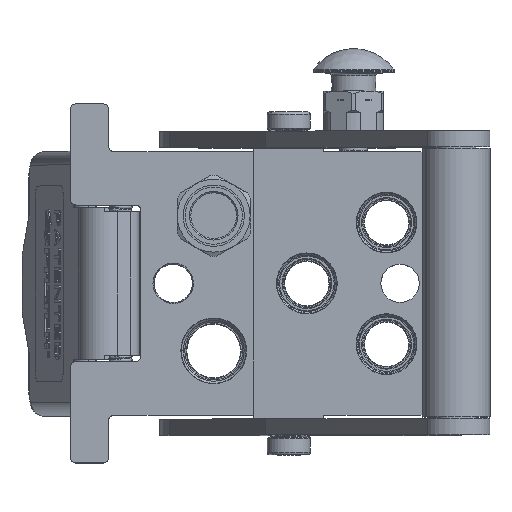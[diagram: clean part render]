
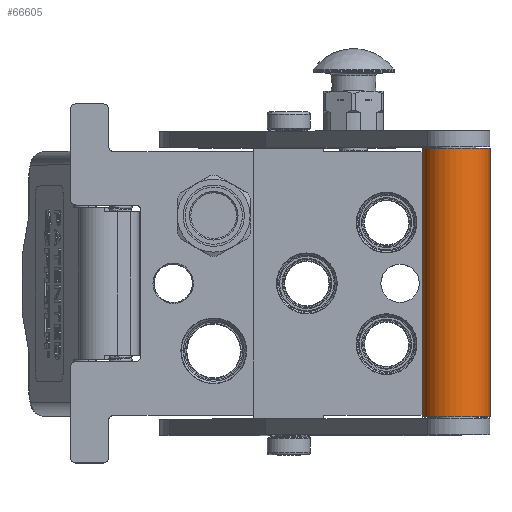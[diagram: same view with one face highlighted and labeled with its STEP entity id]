
A CAD part, top view. The second image highlights one B-rep face of the part: STEP entity #66605.
In plain terms, the highlighted cylindrical face has radius 12.5 mm (diameter 25 mm), a partial arc.
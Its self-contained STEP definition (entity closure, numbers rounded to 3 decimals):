
#2762 = DIRECTION ( 'NONE',  ( 0., 0., -1. ) ) ;
#3078 = ORIENTED_EDGE ( 'NONE', *, *, #85534, .T. ) ;
#3246 = EDGE_CURVE ( 'NONE', #90580, #90574, #52789, .T. ) ;
#5767 = LINE ( 'NONE', #37704, #92365 ) ;
#14616 = DIRECTION ( 'NONE',  ( 0., 0., -1. ) ) ;
#16816 = EDGE_CURVE ( 'NONE', #90580, #51614, #34656, .T. ) ;
#20473 = DIRECTION ( 'NONE',  ( -1., 0., 0. ) ) ;
#20818 = DIRECTION ( 'NONE',  ( -1., 0., 0. ) ) ;
#23260 = AXIS2_PLACEMENT_3D ( 'NONE', #56718, #64727, #90499 ) ;
#31620 = EDGE_LOOP ( 'NONE', ( #77848, #3078, #59717, #90536 ) ) ;
#33155 = AXIS2_PLACEMENT_3D ( 'NONE', #81859, #20818, #2762 ) ;
#34656 = LINE ( 'NONE', #97557, #36128 ) ;
#36128 = VECTOR ( 'NONE', #46445, 1000. ) ;
#37704 = CARTESIAN_POINT ( 'NONE',  ( 104., 0., 12.5 ) ) ;
#46445 = DIRECTION ( 'NONE',  ( -1., 0., 0. ) ) ;
#49518 = CARTESIAN_POINT ( 'NONE',  ( 104., 0., 0. ) ) ;
#51614 = VERTEX_POINT ( 'NONE', #65331 ) ;
#52789 = CIRCLE ( 'NONE', #63545, 12.5 ) ;
#52825 = FACE_OUTER_BOUND ( 'NONE', #31620, .T. ) ;
#53636 = CARTESIAN_POINT ( 'NONE',  ( 4.5, 0., 12.5 ) ) ;
#56718 = CARTESIAN_POINT ( 'NONE',  ( -5.425, 0., 0. ) ) ;
#58353 = DIRECTION ( 'NONE',  ( -1., 0., 0. ) ) ;
#59717 = ORIENTED_EDGE ( 'NONE', *, *, #107237, .F. ) ;
#63545 = AXIS2_PLACEMENT_3D ( 'NONE', #49518, #58353, #14616 ) ;
#64727 = DIRECTION ( 'NONE',  ( -1., 0., 0. ) ) ;
#65331 = CARTESIAN_POINT ( 'NONE',  ( 4.5, 0., -12.5 ) ) ;
#66605 = ADVANCED_FACE ( 'NONE', ( #52825 ), #73505, .T. ) ;
#73505 = CYLINDRICAL_SURFACE ( 'NONE', #23260, 12.5 ) ;
#76290 = CARTESIAN_POINT ( 'NONE',  ( 104., 0., -12.5 ) ) ;
#77848 = ORIENTED_EDGE ( 'NONE', *, *, #3246, .T. ) ;
#78164 = VERTEX_POINT ( 'NONE', #53636 ) ;
#81859 = CARTESIAN_POINT ( 'NONE',  ( 4.5, 0., 0. ) ) ;
#84632 = CIRCLE ( 'NONE', #33155, 12.5 ) ;
#85534 = EDGE_CURVE ( 'NONE', #90574, #78164, #5767, .T. ) ;
#90499 = DIRECTION ( 'NONE',  ( 0., 0., 1. ) ) ;
#90536 = ORIENTED_EDGE ( 'NONE', *, *, #16816, .F. ) ;
#90574 = VERTEX_POINT ( 'NONE', #102740 ) ;
#90580 = VERTEX_POINT ( 'NONE', #76290 ) ;
#92365 = VECTOR ( 'NONE', #20473, 1000. ) ;
#97557 = CARTESIAN_POINT ( 'NONE',  ( 104., 0., -12.5 ) ) ;
#102740 = CARTESIAN_POINT ( 'NONE',  ( 104., 0., 12.5 ) ) ;
#107237 = EDGE_CURVE ( 'NONE', #51614, #78164, #84632, .T. ) ;
